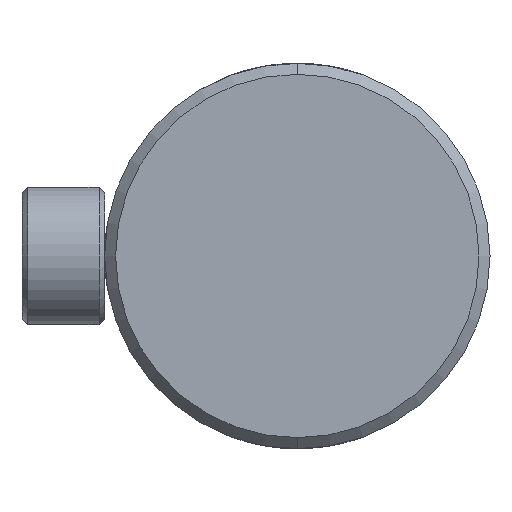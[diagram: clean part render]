
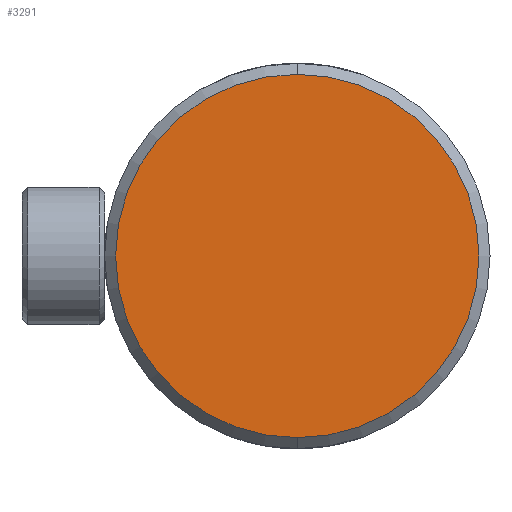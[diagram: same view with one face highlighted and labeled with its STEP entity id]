
A CAD part, left-side view. The second image highlights one B-rep face of the part: STEP entity #3291.
In plain terms, the highlighted planar face has unit normal (-1, 0, 0).
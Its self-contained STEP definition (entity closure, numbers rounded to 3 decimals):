
#348 = DIRECTION ( 'NONE',  ( 0., 0., 1. ) ) ;
#657 = AXIS2_PLACEMENT_3D ( 'NONE', #1029, #3282, #1348 ) ;
#716 = PLANE ( 'NONE',  #3785 ) ;
#872 = FACE_OUTER_BOUND ( 'NONE', #1389, .T. ) ;
#1029 = CARTESIAN_POINT ( 'NONE',  ( -47., 0., 0. ) ) ;
#1069 = DIRECTION ( 'NONE',  ( 1., 0., 0. ) ) ;
#1088 = VERTEX_POINT ( 'NONE', #1114 ) ;
#1114 = CARTESIAN_POINT ( 'NONE',  ( -47., 0., 33. ) ) ;
#1348 = DIRECTION ( 'NONE',  ( 0., 0., 1. ) ) ;
#1389 = EDGE_LOOP ( 'NONE', ( #3503, #4172 ) ) ;
#1649 = CARTESIAN_POINT ( 'NONE',  ( -47., 0., 0. ) ) ;
#1701 = CARTESIAN_POINT ( 'NONE',  ( -47., 0., 0. ) ) ;
#2113 = EDGE_CURVE ( 'NONE', #2184, #1088, #2649, .T. ) ;
#2131 = AXIS2_PLACEMENT_3D ( 'NONE', #1649, #2569, #348 ) ;
#2184 = VERTEX_POINT ( 'NONE', #3899 ) ;
#2569 = DIRECTION ( 'NONE',  ( -1., 0., 0. ) ) ;
#2649 = CIRCLE ( 'NONE', #2131, 33. ) ;
#3086 = CIRCLE ( 'NONE', #657, 33. ) ;
#3282 = DIRECTION ( 'NONE',  ( -1., 0., 0. ) ) ;
#3291 = ADVANCED_FACE ( 'NONE', ( #872 ), #716, .F. ) ;
#3334 = DIRECTION ( 'NONE',  ( 0., 0., -1. ) ) ;
#3503 = ORIENTED_EDGE ( 'NONE', *, *, #2113, .T. ) ;
#3785 = AXIS2_PLACEMENT_3D ( 'NONE', #1701, #1069, #3334 ) ;
#3845 = EDGE_CURVE ( 'NONE', #1088, #2184, #3086, .T. ) ;
#3899 = CARTESIAN_POINT ( 'NONE',  ( -47., 0., -33. ) ) ;
#4172 = ORIENTED_EDGE ( 'NONE', *, *, #3845, .T. ) ;
